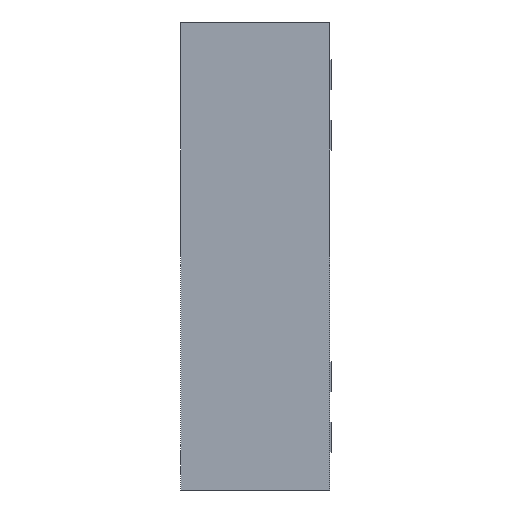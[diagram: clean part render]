
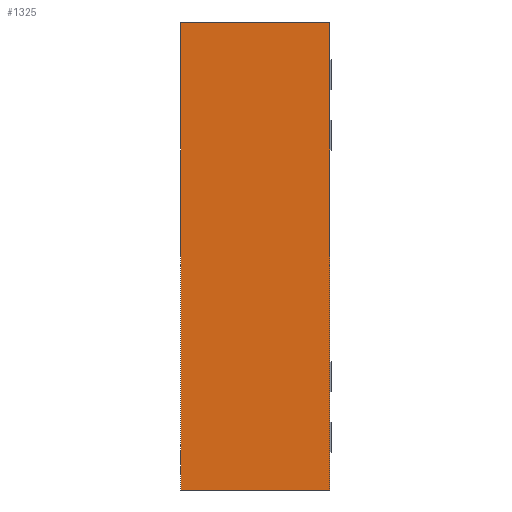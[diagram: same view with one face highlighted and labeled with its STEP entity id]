
A CAD part, left-side view. The second image highlights one B-rep face of the part: STEP entity #1325.
In plain terms, the highlighted planar face has unit normal (-1, 0, 0).
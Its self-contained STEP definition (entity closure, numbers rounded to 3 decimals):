
#60 = EDGE_LOOP ( 'NONE', ( #1514, #1520, #924, #1034 ) ) ;
#247 = VERTEX_POINT ( 'NONE', #1073 ) ;
#251 = VERTEX_POINT ( 'NONE', #1080 ) ;
#291 = VERTEX_POINT ( 'NONE', #1156 ) ;
#303 = VERTEX_POINT ( 'NONE', #1144 ) ;
#924 = ORIENTED_EDGE ( 'NONE', *, *, #1031, .F. ) ;
#1000 = EDGE_CURVE ( 'NONE', #291, #303, #1680, .T. ) ;
#1021 = EDGE_CURVE ( 'NONE', #247, #291, #1593, .T. ) ;
#1030 = EDGE_CURVE ( 'NONE', #251, #303, #1610, .T. ) ;
#1031 = EDGE_CURVE ( 'NONE', #247, #251, #1612, .T. ) ;
#1034 = ORIENTED_EDGE ( 'NONE', *, *, #1021, .T. ) ;
#1073 = CARTESIAN_POINT ( 'NONE',  ( -8.75, 4.95, -7.75 ) ) ;
#1080 = CARTESIAN_POINT ( 'NONE',  ( -8.75, 4.95, 7.75 ) ) ;
#1088 = DIRECTION ( 'NONE',  ( 0., 0., 1. ) ) ;
#1093 = CARTESIAN_POINT ( 'NONE',  ( -8.75, 0., 7.75 ) ) ;
#1144 = CARTESIAN_POINT ( 'NONE',  ( -8.75, 0., 7.75 ) ) ;
#1156 = CARTESIAN_POINT ( 'NONE',  ( -8.75, 0., -7.75 ) ) ;
#1325 = ADVANCED_FACE ( 'NONE', ( #1632 ), #1423, .F. ) ;
#1372 = CARTESIAN_POINT ( 'NONE',  ( -8.75, 4.95, -7.75 ) ) ;
#1373 = DIRECTION ( 'NONE',  ( 0., -1., 0. ) ) ;
#1392 = CARTESIAN_POINT ( 'NONE',  ( -8.75, 4.95, 7.75 ) ) ;
#1393 = DIRECTION ( 'NONE',  ( 0., -1., 0. ) ) ;
#1394 = CARTESIAN_POINT ( 'NONE',  ( -8.75, 4.95, 7.75 ) ) ;
#1395 = DIRECTION ( 'NONE',  ( 0., 0., 1. ) ) ;
#1421 = CARTESIAN_POINT ( 'NONE',  ( -8.75, 4.95, 7.75 ) ) ;
#1423 = PLANE ( 'NONE',  #1532 ) ;
#1425 = DIRECTION ( 'NONE',  ( 1., 0., 0. ) ) ;
#1426 = DIRECTION ( 'NONE',  ( 0., 0., -1. ) ) ;
#1514 = ORIENTED_EDGE ( 'NONE', *, *, #1000, .T. ) ;
#1520 = ORIENTED_EDGE ( 'NONE', *, *, #1030, .F. ) ;
#1532 = AXIS2_PLACEMENT_3D ( 'NONE', #1421, #1425, #1426 ) ;
#1593 = LINE ( 'NONE', #1372, #1596 ) ;
#1596 = VECTOR ( 'NONE', #1373, 1000. ) ;
#1610 = LINE ( 'NONE', #1392, #1613 ) ;
#1612 = LINE ( 'NONE', #1394, #1615 ) ;
#1613 = VECTOR ( 'NONE', #1393, 1000. ) ;
#1615 = VECTOR ( 'NONE', #1395, 1000. ) ;
#1632 = FACE_OUTER_BOUND ( 'NONE', #60, .T. ) ;
#1680 = LINE ( 'NONE', #1093, #1685 ) ;
#1685 = VECTOR ( 'NONE', #1088, 1000. ) ;
